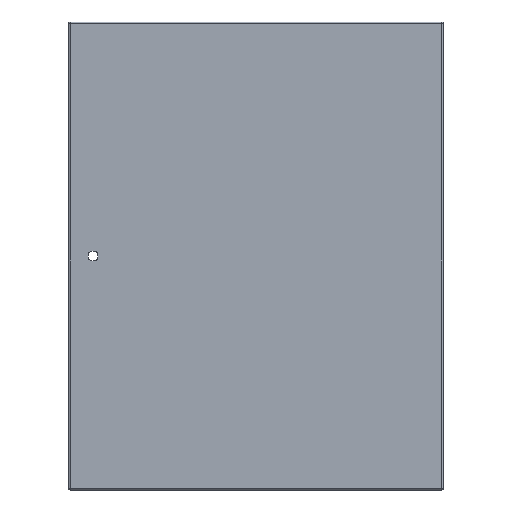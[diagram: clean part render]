
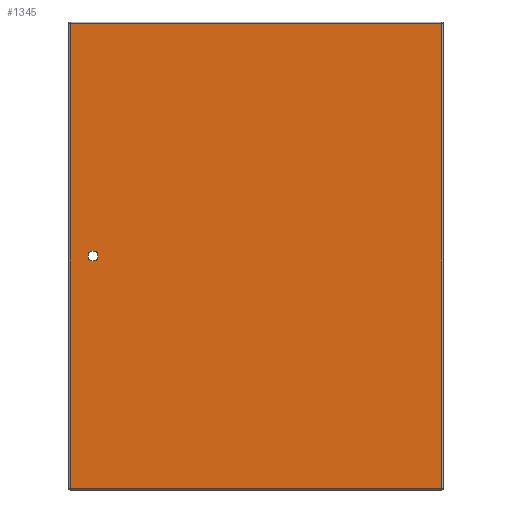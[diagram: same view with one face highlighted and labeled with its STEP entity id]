
A CAD part, top view. The second image highlights one B-rep face of the part: STEP entity #1345.
In plain terms, the highlighted planar face has unit normal (0, 0, 1).
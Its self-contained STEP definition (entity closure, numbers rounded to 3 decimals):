
#981=FACE_BOUND('',#2058,.T.);
#982=FACE_BOUND('',#2059,.T.);
#1090=PLANE('',#6033);
#1345=ADVANCED_FACE('F85',(#981,#982),#1090,.T.);
#2058=EDGE_LOOP('',(#4000,#4001,#4002,#4003));
#2059=EDGE_LOOP('',(#4004,#4005,#4006,#4007,#4008,#4009,#4010,#4011));
#2414=LINE('',#8926,#2777);
#2418=LINE('',#8938,#2781);
#2422=LINE('',#8950,#2785);
#2426=LINE('',#8962,#2789);
#2428=LINE('',#8987,#2791);
#2431=LINE('',#8999,#2794);
#2433=LINE('',#9008,#2796);
#2434=LINE('',#9010,#2797);
#2777=VECTOR('',#7287,1.);
#2781=VECTOR('',#7299,1.);
#2785=VECTOR('',#7311,1.);
#2789=VECTOR('',#7323,1.);
#2791=VECTOR('',#7341,1.);
#2794=VECTOR('',#7354,1.);
#2796=VECTOR('',#7366,1.);
#2797=VECTOR('',#7369,1.);
#4000=ORIENTED_EDGE('',*,*,#5230,.T.);
#4001=ORIENTED_EDGE('',*,*,#5229,.T.);
#4002=ORIENTED_EDGE('',*,*,#5224,.T.);
#4003=ORIENTED_EDGE('',*,*,#5218,.T.);
#4004=ORIENTED_EDGE('',*,*,#5210,.T.);
#4005=ORIENTED_EDGE('',*,*,#5207,.T.);
#4006=ORIENTED_EDGE('',*,*,#5204,.T.);
#4007=ORIENTED_EDGE('',*,*,#5201,.T.);
#4008=ORIENTED_EDGE('',*,*,#5198,.T.);
#4009=ORIENTED_EDGE('',*,*,#5195,.T.);
#4010=ORIENTED_EDGE('',*,*,#5192,.T.);
#4011=ORIENTED_EDGE('',*,*,#5189,.T.);
#4553=VERTEX_POINT('',#8918);
#4555=VERTEX_POINT('',#8921);
#4557=VERTEX_POINT('',#8927);
#4559=VERTEX_POINT('',#8933);
#4561=VERTEX_POINT('',#8939);
#4563=VERTEX_POINT('',#8945);
#4565=VERTEX_POINT('',#8951);
#4567=VERTEX_POINT('',#8957);
#4570=VERTEX_POINT('',#8967);
#4574=VERTEX_POINT('',#8984);
#4575=VERTEX_POINT('',#8988);
#4579=VERTEX_POINT('',#9000);
#5189=EDGE_CURVE('E236',#4555,#4553,#5521,.T.);
#5192=EDGE_CURVE('E233',#4557,#4555,#2414,.T.);
#5195=EDGE_CURVE('E230',#4559,#4557,#5523,.T.);
#5198=EDGE_CURVE('E227',#4561,#4559,#2418,.T.);
#5201=EDGE_CURVE('E224',#4563,#4561,#5525,.T.);
#5204=EDGE_CURVE('E221',#4565,#4563,#2422,.T.);
#5207=EDGE_CURVE('E218',#4567,#4565,#5527,.T.);
#5210=EDGE_CURVE('E215',#4553,#4567,#2426,.T.);
#5218=EDGE_CURVE('E203',#4575,#4574,#2428,.T.);
#5224=EDGE_CURVE('E202',#4579,#4575,#2431,.T.);
#5229=EDGE_CURVE('E200',#4570,#4579,#2433,.T.);
#5230=EDGE_CURVE('E191',#4574,#4570,#2434,.T.);
#5521=CIRCLE('',#5999,11.25);
#5523=CIRCLE('',#6003,11.25);
#5525=CIRCLE('',#6007,11.25);
#5527=CIRCLE('',#6011,11.25);
#5999=AXIS2_PLACEMENT_3D('',#8920,#7280,#7281);
#6003=AXIS2_PLACEMENT_3D('',#8932,#7292,#7293);
#6007=AXIS2_PLACEMENT_3D('',#8944,#7304,#7305);
#6011=AXIS2_PLACEMENT_3D('',#8956,#7316,#7317);
#6033=AXIS2_PLACEMENT_3D('',#9011,#7370,#7371);
#7280=DIRECTION('',(0.,0.,-1.));
#7281=DIRECTION('',(-1.,0.,0.));
#7287=DIRECTION('',(-1.,0.,0.));
#7292=DIRECTION('',(0.,0.,-1.));
#7293=DIRECTION('',(-1.,0.,0.));
#7299=DIRECTION('',(0.,-1.,0.));
#7304=DIRECTION('',(0.,0.,-1.));
#7305=DIRECTION('',(-1.,0.,0.));
#7311=DIRECTION('',(1.,0.,0.));
#7316=DIRECTION('',(0.,0.,-1.));
#7317=DIRECTION('',(-1.,0.,0.));
#7323=DIRECTION('',(0.,1.,0.));
#7341=DIRECTION('',(-1.,0.,0.));
#7354=DIRECTION('',(0.,1.,0.));
#7366=DIRECTION('',(1.,0.,0.));
#7369=DIRECTION('',(0.,-1.,0.));
#7370=DIRECTION('',(0.,0.,1.));
#7371=DIRECTION('',(0.,1.,0.));
#8918=CARTESIAN_POINT('',(-6503.296,2880.653,297.441));
#8920=CARTESIAN_POINT('',(-6493.096,2885.399,297.441));
#8921=CARTESIAN_POINT('',(-6497.841,2875.199,297.441));
#8926=CARTESIAN_POINT('',(-6493.096,2875.199,297.441));
#8927=CARTESIAN_POINT('',(-6488.35,2875.199,297.441));
#8932=CARTESIAN_POINT('',(-6493.096,2885.399,297.441));
#8933=CARTESIAN_POINT('',(-6482.896,2880.653,297.441));
#8938=CARTESIAN_POINT('',(-6482.896,2885.399,297.441));
#8939=CARTESIAN_POINT('',(-6482.896,2890.145,297.441));
#8944=CARTESIAN_POINT('',(-6493.096,2885.399,297.441));
#8945=CARTESIAN_POINT('',(-6488.35,2895.599,297.441));
#8950=CARTESIAN_POINT('',(-6493.096,2895.599,297.441));
#8951=CARTESIAN_POINT('',(-6497.841,2895.599,297.441));
#8956=CARTESIAN_POINT('',(-6493.096,2885.399,297.441));
#8957=CARTESIAN_POINT('',(-6503.296,2890.145,297.441));
#8962=CARTESIAN_POINT('',(-6503.296,2885.399,297.441));
#8967=CARTESIAN_POINT('',(-6541.596,2391.399,297.441));
#8984=CARTESIAN_POINT('',(-6541.596,3379.399,297.441));
#8987=CARTESIAN_POINT('',(-6146.746,3379.399,297.441));
#8988=CARTESIAN_POINT('',(-5751.896,3379.399,297.441));
#8999=CARTESIAN_POINT('',(-5751.896,2885.399,297.441));
#9000=CARTESIAN_POINT('',(-5751.896,2391.399,297.441));
#9008=CARTESIAN_POINT('',(-6146.746,2391.399,297.441));
#9010=CARTESIAN_POINT('',(-6541.596,2885.399,297.441));
#9011=CARTESIAN_POINT('',(-5708.561,2338.149,297.441));
